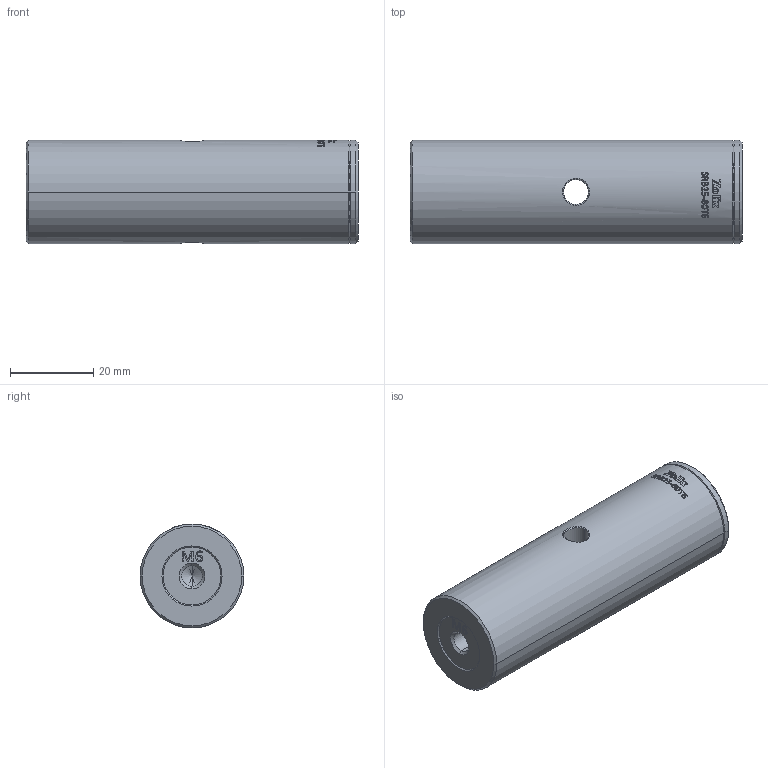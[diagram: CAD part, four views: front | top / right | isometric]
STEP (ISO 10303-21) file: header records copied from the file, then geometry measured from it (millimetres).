
FILE_DESCRIPTION (( 'STEP AP203' ), '1' );
FILE_NAME ('SRB25-80T6.STEP', '2025-07-10T01:09:50', ( '' ), ( '' ), 'SwSTEP 2.0', 'SolidWorks 2020', '' );
FILE_SCHEMA (( 'CONFIG_CONTROL_DESIGN' ));
Length unit declared in the file: millimetre
Products named in the file (1): SRB25-80T6
Bounding box: 80 x 25 x 25 mm (x, y, z)
Volume: 37942.5 mm3; surface area: 8070.2 mm2
Topology: 1 solids, 1 shells, 155 faces, 627 edges, 505 vertices
Faces by surface type: bspline 50, cylinder 41, plane 36, cone 28
Entity records: 13893 total; most frequent: CARTESIAN_POINT 9207, ORIENTED_EDGE 1238, EDGE_CURVE 619, DIRECTION 554, VERTEX_POINT 505, B_SPLINE_CURVE_WITH_KNOTS 357, EDGE_LOOP 196, AXIS2_PLACEMENT_3D 186
